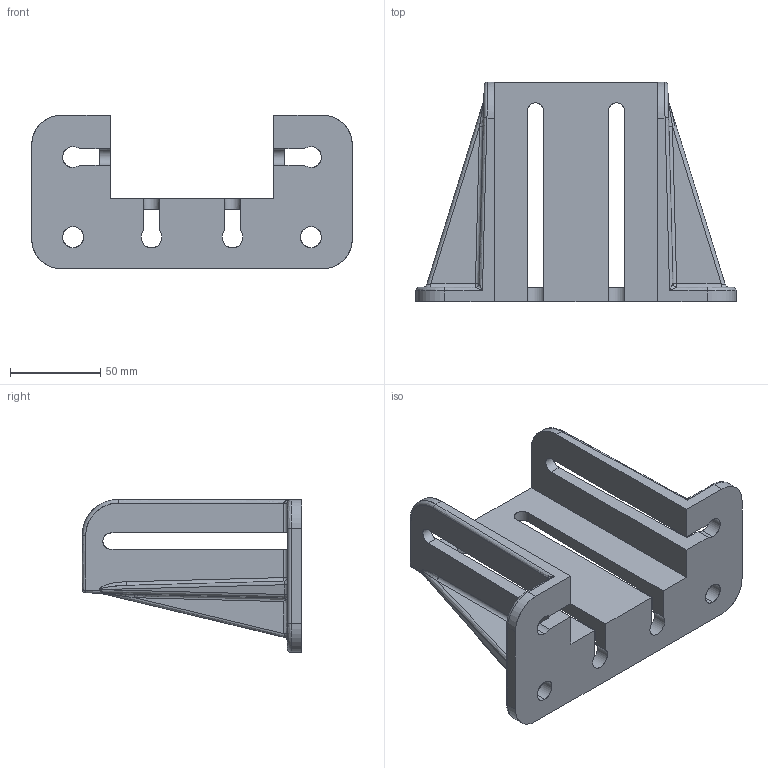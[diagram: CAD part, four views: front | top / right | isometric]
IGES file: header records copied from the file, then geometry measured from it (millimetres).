
Start section: SolidWorks IGES file using analytic representation for surfaces
Global section: file name: ALF-FS-A4590.igs; native system: SolidWorks 2022; preprocessor: SolidWorks 2022; author: kb; date: 240816.153444; units: millimetre
Bounding box: 178 x 122 x 85 mm (x, y, z)
Surface area: 78285.8 mm2 (no closed solid volume)
Topology: 0 solids, 0 shells, 149 faces, 1726 edges, 1720 vertices
Faces by surface type: revolution 77, bspline 72
